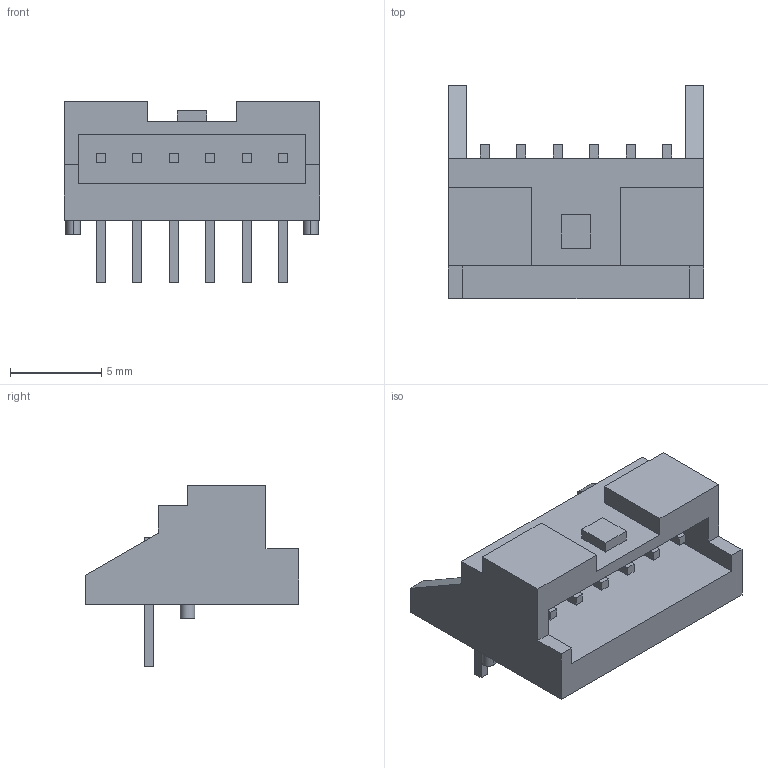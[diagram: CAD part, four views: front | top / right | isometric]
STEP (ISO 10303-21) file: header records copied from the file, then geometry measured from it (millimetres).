
FILE_DESCRIPTION(('FreeCAD Model'),'2;1');
FILE_NAME('S06B-PASK-2.step', '2019-07-04T10:52:54',('kicad StepUp'),('ksu MCAD'), 'Open CASCADE STEP processor 7.3','FreeCAD','Unknown');
FILE_SCHEMA(('AUTOMOTIVE_DESIGN { 1 0 10303 214 1 1 1 1 }'));
Length unit declared in the file: millimetre
Products named in the file (1): S06B-PASK-2
Bounding box: 14 x 11.7 x 9.9 mm (x, y, z)
Volume: 448.8 mm3; surface area: 795.7 mm2
Topology: 1 solids, 1 shells, 109 faces, 276 edges, 184 vertices
Faces by surface type: plane 105, cylinder 4
Entity records: 3994 total; most frequent: CARTESIAN_POINT 570, ORIENTED_EDGE 552, DIRECTION 504, EDGE_CURVE 276, LINE 268, VECTOR 268, VERTEX_POINT 184, FACE_BOUND 124
